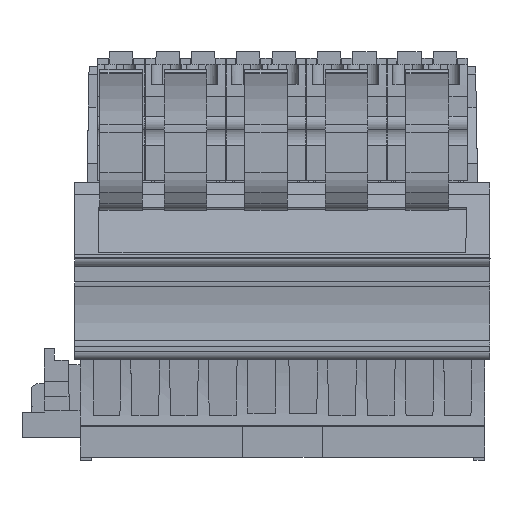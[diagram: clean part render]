
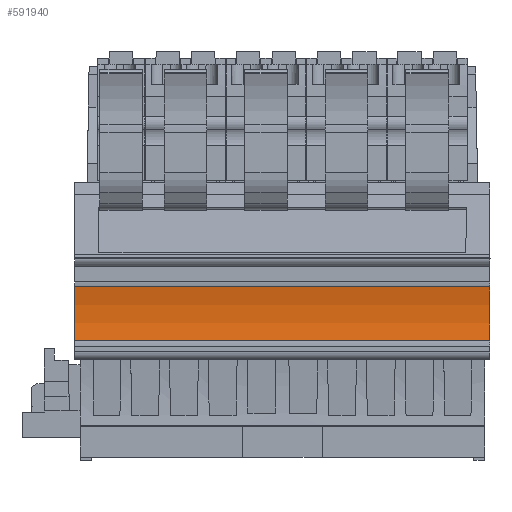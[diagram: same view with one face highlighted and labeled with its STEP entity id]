
A CAD part, front view. The second image highlights one B-rep face of the part: STEP entity #591940.
In plain terms, the highlighted cylindrical face has radius 15.05 mm (diameter 30.1 mm), a partial arc.
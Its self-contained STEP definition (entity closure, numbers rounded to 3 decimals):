
#591320=CARTESIAN_POINT('',(-25.425,22.873,
8.673));
#591330=VERTEX_POINT('',#591320);
#591360=CARTESIAN_POINT('',(-25.262,34.889,
84.476));
#591370=DIRECTION('',(0.002,0.157,
0.988));
#591380=VECTOR('',#591370,1.);
#591390=LINE('',#591360,#591380);
#591400=CARTESIAN_POINT('',(-25.539,14.481,
-44.266));
#591410=VERTEX_POINT('',#591400);
#591420=EDGE_CURVE('',#591410,#591330,#591390,.T.);
#591620=CARTESIAN_POINT('',(-39.432,29.886,
85.3));
#591630=DIRECTION('',(0.002,0.157,
0.988));
#591640=DIRECTION('',(0.993,0.12,
-0.021));
#591650=AXIS2_PLACEMENT_3D('',#591620,#591630,#591640);
#591660=CYLINDRICAL_SURFACE('',#591650,15.05);
#591670=ORIENTED_EDGE('',*,*,#591420,.F.);
#591680=CARTESIAN_POINT('',(-39.595,17.869,
9.496));
#591690=DIRECTION('',(0.002,0.157,
0.988));
#591700=DIRECTION('',(0.993,0.12,
-0.021));
#591710=AXIS2_PLACEMENT_3D('',#591680,#591690,#591700);
#591720=CIRCLE('',#591710,15.05);
#591730=CARTESIAN_POINT('',(-24.66,16.036,
9.755));
#591740=VERTEX_POINT('',#591730);
#591750=EDGE_CURVE('',#591740,#591330,#591720,.T.);
#591760=ORIENTED_EDGE('',*,*,#591750,.T.);
#591770=CARTESIAN_POINT('',(-24.496,28.053,
85.558));
#591780=DIRECTION('',(0.002,0.157,
0.988));
#591790=VECTOR('',#591780,1.);
#591800=LINE('',#591770,#591790);
#591810=CARTESIAN_POINT('',(-24.774,7.645,
-43.184));
#591820=VERTEX_POINT('',#591810);
#591830=EDGE_CURVE('',#591820,#591740,#591800,.T.);
#591840=ORIENTED_EDGE('',*,*,#591830,.T.);
#591850=CARTESIAN_POINT('',(-39.709,9.478,
-43.442));
#591860=DIRECTION('',(0.002,0.157,
0.988));
#591870=DIRECTION('',(0.993,0.12,
-0.021));
#591880=AXIS2_PLACEMENT_3D('',#591850,#591860,#591870);
#591890=CIRCLE('',#591880,15.05);
#591900=EDGE_CURVE('',#591820,#591410,#591890,.T.);
#591910=ORIENTED_EDGE('',*,*,#591900,.F.);
#591920=EDGE_LOOP('',(#591910,#591840,#591760,#591670));
#591930=FACE_OUTER_BOUND('',#591920,.T.);
#591940=ADVANCED_FACE('',(#591930),#591660,.F.);
